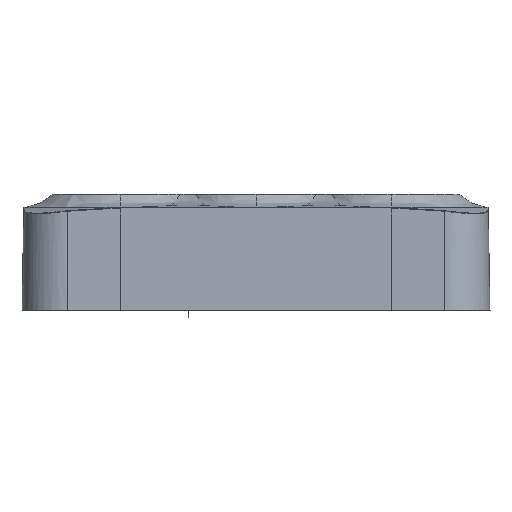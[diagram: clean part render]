
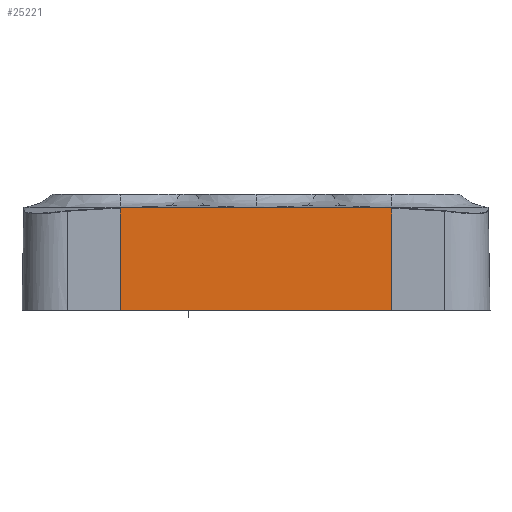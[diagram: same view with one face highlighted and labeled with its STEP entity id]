
A CAD part, left-side view. The second image highlights one B-rep face of the part: STEP entity #25221.
In plain terms, the highlighted planar face has unit normal (-1, 0, 0.018).
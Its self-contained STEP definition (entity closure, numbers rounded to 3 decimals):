
#316 = EDGE_LOOP ( 'NONE', ( #43096, #3534, #3985, #52391 ) ) ;
#1269 = EDGE_CURVE ( 'NONE', #50439, #7062, #44880, .T. ) ;
#1284 = CARTESIAN_POINT ( 'NONE',  ( -32.5, 22.5, 2.4 ) ) ;
#3534 = ORIENTED_EDGE ( 'NONE', *, *, #43559, .F. ) ;
#3985 = ORIENTED_EDGE ( 'NONE', *, *, #22858, .F. ) ;
#5316 = DIRECTION ( 'NONE',  ( 0.017, 0., 1. ) ) ;
#7062 = VERTEX_POINT ( 'NONE', #54337 ) ;
#8360 = VECTOR ( 'NONE', #5316, 1000. ) ;
#8552 = AXIS2_PLACEMENT_3D ( 'NONE', #24429, #38544, #30161 ) ;
#8956 = CARTESIAN_POINT ( 'NONE',  ( -32.5, 22.5, 2.4 ) ) ;
#10264 = LINE ( 'NONE', #1284, #39461 ) ;
#11897 = VECTOR ( 'NONE', #25697, 1000. ) ;
#13530 = CARTESIAN_POINT ( 'NONE',  ( -32.5, -67.5, 2.4 ) ) ;
#15739 = DIRECTION ( 'NONE',  ( 0., -1., 0. ) ) ;
#16182 = LINE ( 'NONE', #46775, #11897 ) ;
#17310 = CARTESIAN_POINT ( 'NONE',  ( -31.907, 22.5, 36.356 ) ) ;
#20306 = VERTEX_POINT ( 'NONE', #20725 ) ;
#20725 = CARTESIAN_POINT ( 'NONE',  ( -32.5, 22.5, 2.4 ) ) ;
#22116 = CARTESIAN_POINT ( 'NONE',  ( -32.5, -67.5, 2.4 ) ) ;
#22858 = EDGE_CURVE ( 'NONE', #20306, #49250, #40395, .T. ) ;
#24429 = CARTESIAN_POINT ( 'NONE',  ( -32.5, 22.5, 2.4 ) ) ;
#25221 = ADVANCED_FACE ( 'NONE', ( #32514 ), #50134, .F. ) ;
#25697 = DIRECTION ( 'NONE',  ( 0., -1., 0. ) ) ;
#26573 = DIRECTION ( 'NONE',  ( 0.017, 0., 1. ) ) ;
#30161 = DIRECTION ( 'NONE',  ( 0., -1., 0. ) ) ;
#32514 = FACE_OUTER_BOUND ( 'NONE', #316, .T. ) ;
#36516 = EDGE_CURVE ( 'NONE', #20306, #50439, #10264, .T. ) ;
#38544 = DIRECTION ( 'NONE',  ( 1., 0., -0.017 ) ) ;
#39461 = VECTOR ( 'NONE', #15739, 1000. ) ;
#40395 = LINE ( 'NONE', #8956, #41940 ) ;
#41940 = VECTOR ( 'NONE', #26573, 1000. ) ;
#43096 = ORIENTED_EDGE ( 'NONE', *, *, #1269, .T. ) ;
#43559 = EDGE_CURVE ( 'NONE', #49250, #7062, #16182, .T. ) ;
#44880 = LINE ( 'NONE', #22116, #8360 ) ;
#46775 = CARTESIAN_POINT ( 'NONE',  ( -31.907, 22.5, 36.356 ) ) ;
#49250 = VERTEX_POINT ( 'NONE', #17310 ) ;
#50134 = PLANE ( 'NONE',  #8552 ) ;
#50439 = VERTEX_POINT ( 'NONE', #13530 ) ;
#52391 = ORIENTED_EDGE ( 'NONE', *, *, #36516, .T. ) ;
#54337 = CARTESIAN_POINT ( 'NONE',  ( -31.907, -67.5, 36.356 ) ) ;
